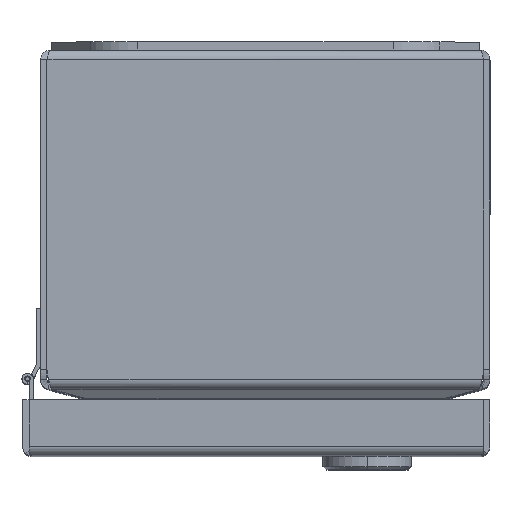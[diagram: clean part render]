
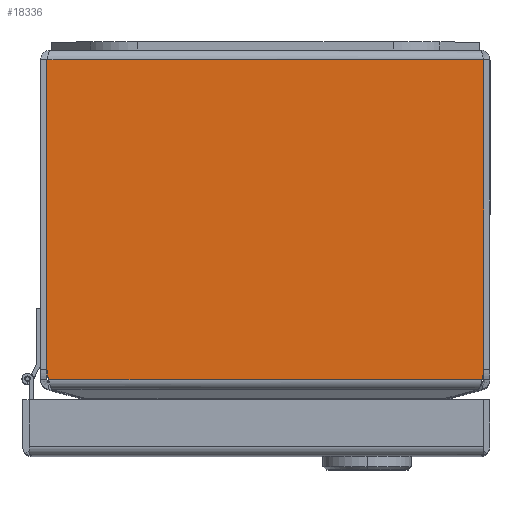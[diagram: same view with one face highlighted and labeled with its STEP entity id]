
A CAD part, top view. The second image highlights one B-rep face of the part: STEP entity #18336.
In plain terms, the highlighted planar face has unit normal (0, 0, 1).
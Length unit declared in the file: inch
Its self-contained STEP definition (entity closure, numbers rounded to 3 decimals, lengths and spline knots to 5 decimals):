
#382 = LINE ( 'NONE', #1629, #15351 ) ;
#730 = EDGE_LOOP ( 'NONE', ( #7744, #1430, #1125, #16124, #15342, #9167 ) ) ;
#1125 = ORIENTED_EDGE ( 'NONE', *, *, #7224, .F. ) ;
#1352 = CARTESIAN_POINT ( 'NONE',  ( 13.527, -2.93401, 2. ) ) ;
#1430 = ORIENTED_EDGE ( 'NONE', *, *, #15723, .F. ) ;
#1629 = CARTESIAN_POINT ( 'NONE',  ( 13.527, -0.086, 2. ) ) ;
#2054 = EDGE_CURVE ( 'NONE', #8890, #8598, #5768, .T. ) ;
#3097 = DIRECTION ( 'NONE',  ( -1., 0., 0. ) ) ;
#3175 = LINE ( 'NONE', #17622, #9666 ) ;
#4154 = DIRECTION ( 'NONE',  ( 0., 0., -1. ) ) ;
#4425 = DIRECTION ( 'NONE',  ( 0., -1., 0. ) ) ;
#4534 = AXIS2_PLACEMENT_3D ( 'NONE', #16588, #4730, #7696 ) ;
#4730 = DIRECTION ( 'NONE',  ( 0., 0., -1. ) ) ;
#4933 = CARTESIAN_POINT ( 'NONE',  ( -1.66189, -2.83953, 2. ) ) ;
#5768 = LINE ( 'NONE', #1352, #12248 ) ;
#6223 = DIRECTION ( 'NONE',  ( 1., 0., 0. ) ) ;
#6301 = AXIS2_PLACEMENT_3D ( 'NONE', #14306, #4154, #18504 ) ;
#6739 = CARTESIAN_POINT ( 'NONE',  ( 1.94289, -0.086, 2. ) ) ;
#6787 = VERTEX_POINT ( 'NONE', #6739 ) ;
#7224 = EDGE_CURVE ( 'NONE', #12702, #6787, #382, .T. ) ;
#7302 = AXIS2_PLACEMENT_3D ( 'NONE', #4933, #10773, #16604 ) ;
#7696 = DIRECTION ( 'NONE',  ( 0., 1., 0. ) ) ;
#7744 = ORIENTED_EDGE ( 'NONE', *, *, #15513, .F. ) ;
#7873 = LINE ( 'NONE', #9320, #16384 ) ;
#8026 = CARTESIAN_POINT ( 'NONE',  ( -1.92653, -2.93401, 2. ) ) ;
#8542 = VERTEX_POINT ( 'NONE', #15394 ) ;
#8598 = VERTEX_POINT ( 'NONE', #8026 ) ;
#8851 = VERTEX_POINT ( 'NONE', #14718 ) ;
#8890 = VERTEX_POINT ( 'NONE', #13476 ) ;
#9167 = ORIENTED_EDGE ( 'NONE', *, *, #2054, .F. ) ;
#9320 = CARTESIAN_POINT ( 'NONE',  ( 1.94289, -0.086, 2. ) ) ;
#9666 = VECTOR ( 'NONE', #4425, 39.37008 ) ;
#10753 = DIRECTION ( 'NONE',  ( 0., -1., 0. ) ) ;
#10773 = DIRECTION ( 'NONE',  ( 0., 0., -1. ) ) ;
#11752 = EDGE_CURVE ( 'NONE', #8598, #8542, #18873, .T. ) ;
#12248 = VECTOR ( 'NONE', #3097, 39.37008 ) ;
#12531 = CIRCLE ( 'NONE', #6301, 0.281 ) ;
#12702 = VERTEX_POINT ( 'NONE', #14736 ) ;
#13476 = CARTESIAN_POINT ( 'NONE',  ( 1.92653, -2.93401, 2. ) ) ;
#14306 = CARTESIAN_POINT ( 'NONE',  ( 1.66189, -2.83953, 2. ) ) ;
#14718 = CARTESIAN_POINT ( 'NONE',  ( 1.94289, -2.83953, 2. ) ) ;
#14736 = CARTESIAN_POINT ( 'NONE',  ( -1.94289, -0.086, 2. ) ) ;
#15253 = PLANE ( 'NONE',  #4534 ) ;
#15342 = ORIENTED_EDGE ( 'NONE', *, *, #11752, .F. ) ;
#15351 = VECTOR ( 'NONE', #6223, 39.37008 ) ;
#15394 = CARTESIAN_POINT ( 'NONE',  ( -1.94289, -2.83953, 2. ) ) ;
#15513 = EDGE_CURVE ( 'NONE', #8851, #8890, #12531, .T. ) ;
#15723 = EDGE_CURVE ( 'NONE', #6787, #8851, #7873, .T. ) ;
#16075 = EDGE_CURVE ( 'NONE', #12702, #8542, #3175, .T. ) ;
#16124 = ORIENTED_EDGE ( 'NONE', *, *, #16075, .T. ) ;
#16384 = VECTOR ( 'NONE', #10753, 39.37008 ) ;
#16588 = CARTESIAN_POINT ( 'NONE',  ( 13.527, 0., 2. ) ) ;
#16604 = DIRECTION ( 'NONE',  ( 0., 1., 0. ) ) ;
#17622 = CARTESIAN_POINT ( 'NONE',  ( -1.94289, -0.086, 2. ) ) ;
#17835 = FACE_OUTER_BOUND ( 'NONE', #730, .T. ) ;
#18336 = ADVANCED_FACE ( 'NONE', ( #17835 ), #15253, .F. ) ;
#18504 = DIRECTION ( 'NONE',  ( 0., 1., 0. ) ) ;
#18873 = CIRCLE ( 'NONE', #7302, 0.281 ) ;
